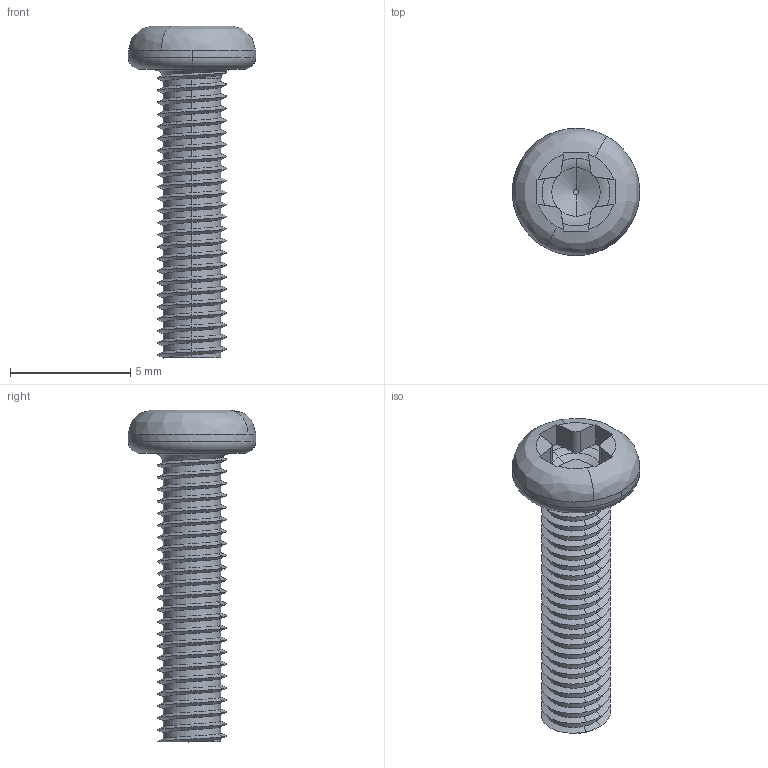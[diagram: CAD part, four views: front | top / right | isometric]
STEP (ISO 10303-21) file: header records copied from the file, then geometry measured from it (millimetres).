
FILE_DESCRIPTION (( 'STEP AP203' ), '1' );
FILE_NAME ('M3x12 Philips Screw_part_Default_sldprt.STEP', '2024-05-06T01:20:37', ( '' ), ( '' ), 'SwSTEP 2.0', 'SolidWorks 2021', '' );
FILE_SCHEMA (( 'CONFIG_CONTROL_DESIGN' ));
Length unit declared in the file: millimetre
Products named in the file (1): M3x12 Philips Screw_part_Default_sldprt
Bounding box: 5.3 x 5.3 x 13.8 mm (x, y, z)
Volume: 88.6 mm3; surface area: 232.3 mm2
Topology: 1 solids, 1 shells, 285 faces, 662 edges, 380 vertices
Faces by surface type: bspline 200, cylinder 54, plane 22, torus 7, cone 2
Entity records: 10703 total; most frequent: CARTESIAN_POINT 5531, ORIENTED_EDGE 1324, EDGE_CURVE 662, DIRECTION 529, VERTEX_POINT 380, B_SPLINE_CURVE_WITH_KNOTS 337, EDGE_LOOP 286, FACE_OUTER_BOUND 285
